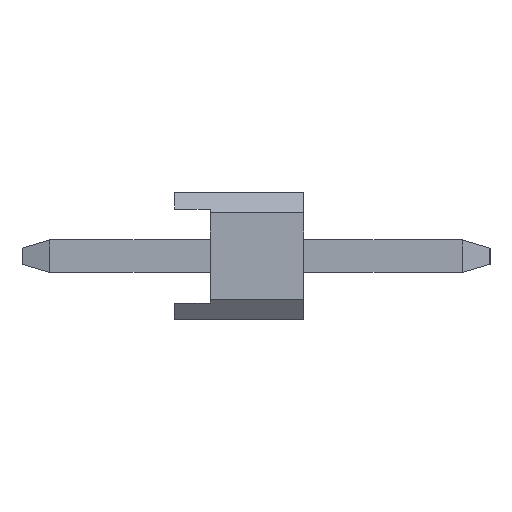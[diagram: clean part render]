
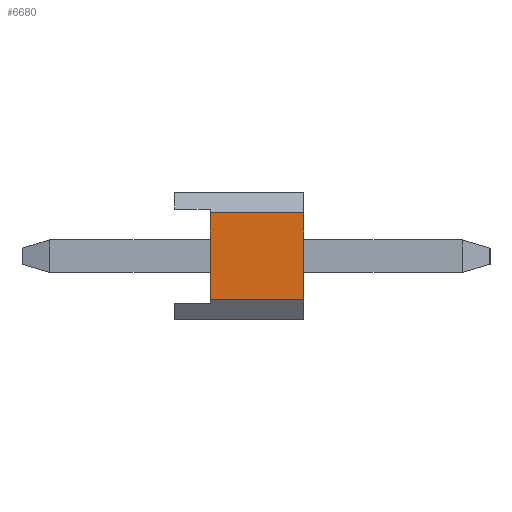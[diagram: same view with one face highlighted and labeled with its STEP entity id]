
A CAD part, left-side view. The second image highlights one B-rep face of the part: STEP entity #6680.
In plain terms, the highlighted planar face has unit normal (-1, 0, 0).
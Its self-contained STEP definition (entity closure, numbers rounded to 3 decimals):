
#3262=VERTEX_POINT('',#9152);
#4930=VERTEX_POINT('',#10974);
#5088=EDGE_CURVE('',#3262,#6398,#11142,.T.);
#5644=EDGE_CURVE('',#4930,#8352,#11779,.T.);
#6398=VERTEX_POINT('',#12607);
#6680=ADVANCED_FACE('',(#12912),#12913,.T.);
#7990=EDGE_CURVE('',#8352,#3262,#14347,.T.);
#8352=VERTEX_POINT('',#14767);
#8736=EDGE_CURVE('',#4930,#6398,#15192,.T.);
#9152=CARTESIAN_POINT('',(-24.03,-2.54,-0.851));
#10974=CARTESIAN_POINT('',(-24.03,-0.7,0.851));
#11142=LINE('',#18654,#18655);
#11779=LINE('',#19543,#19544);
#12607=CARTESIAN_POINT('',(-24.03,-2.54,0.851));
#12912=FACE_OUTER_BOUND('',#21177,.T.);
#12913=PLANE('',#21178);
#14347=LINE('',#23265,#23266);
#14767=CARTESIAN_POINT('',(-24.03,-0.7,-0.851));
#15192=LINE('',#24502,#24503);
#18654=CARTESIAN_POINT('',(-24.03,-2.54,0.851));
#18655=VECTOR('',#26790,1.0);
#19543=CARTESIAN_POINT('',(-24.03,-0.7,-0.426));
#19544=VECTOR('',#27654,1.0);
#21177=EDGE_LOOP('',(#28702,#28703,#28704,#28705));
#21178=AXIS2_PLACEMENT_3D('',#28706,#28707,#28708);
#23265=CARTESIAN_POINT('',(-24.03,0.,-0.851));
#23266=VECTOR('',#30049,1.0);
#24502=CARTESIAN_POINT('',(-24.03,0.,0.851));
#24503=VECTOR('',#31131,1.0);
#26790=DIRECTION('',(0.0,0.,1.0));
#27654=DIRECTION('',(0.0,0.,-1.0));
#28702=ORIENTED_EDGE('',*,*,#5644,.T.);
#28703=ORIENTED_EDGE('',*,*,#7990,.T.);
#28704=ORIENTED_EDGE('',*,*,#5088,.T.);
#28705=ORIENTED_EDGE('',*,*,#8736,.F.);
#28706=CARTESIAN_POINT('',(-24.03,0.,-0.851));
#28707=DIRECTION('',(-1.0,0.0,0.0));
#28708=DIRECTION('',(0.0,0.,-1.0));
#30049=DIRECTION('',(0.0,-1.0,0.));
#31131=DIRECTION('',(0.0,-1.0,0.));
